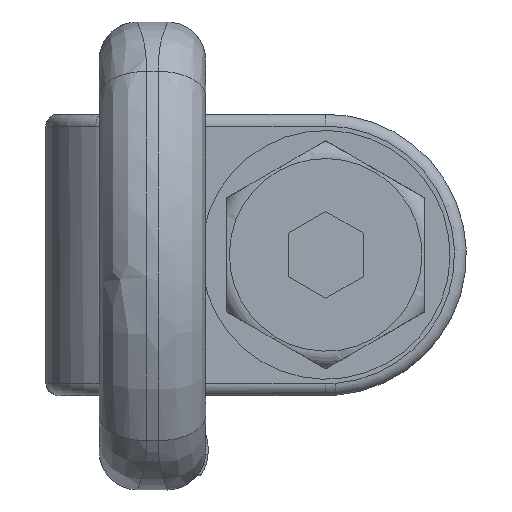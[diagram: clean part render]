
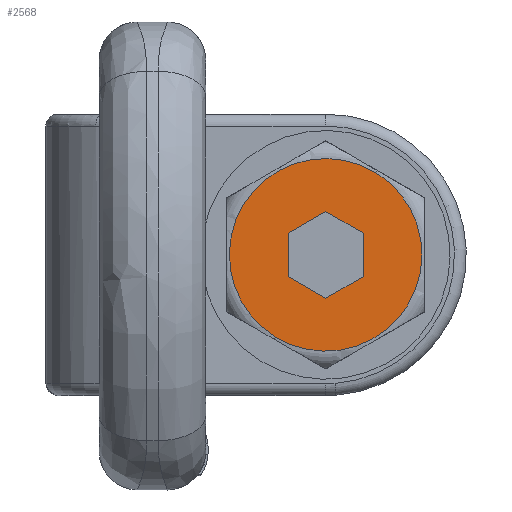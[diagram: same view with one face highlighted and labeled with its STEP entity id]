
A CAD part, left-side view. The second image highlights one B-rep face of the part: STEP entity #2568.
In plain terms, the highlighted face is planar.
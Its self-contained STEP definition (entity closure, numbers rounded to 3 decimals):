
#1316=CARTESIAN_POINT('Vertex',(1.8,16.914,27.762)) ;
#1319=CARTESIAN_POINT('Axis2P3D Location',(1.8,0.,0.)) ;
#1323=CARTESIAN_POINT('Vertex',(1.8,-16.914,-27.762)) ;
#1580=CARTESIAN_POINT('Vertex',(1.8,-12.7,-7.332)) ;
#1583=CARTESIAN_POINT('Line Origine',(1.8,-6.35,-10.999)) ;
#1587=CARTESIAN_POINT('Vertex',(1.8,0.,-14.665)) ;
#1614=CARTESIAN_POINT('Line Origine',(1.8,6.35,-10.999)) ;
#1618=CARTESIAN_POINT('Vertex',(1.8,12.7,-7.332)) ;
#1642=CARTESIAN_POINT('Vertex',(1.8,-12.7,7.332)) ;
#1658=CARTESIAN_POINT('Vertex',(1.8,0.,14.665)) ;
#1661=CARTESIAN_POINT('Line Origine',(1.8,-6.35,10.999)) ;
#1683=CARTESIAN_POINT('Line Origine',(1.8,-12.7,0.)) ;
#2354=CARTESIAN_POINT('Vertex',(1.8,12.7,7.332)) ;
#2357=CARTESIAN_POINT('Line Origine',(1.8,6.35,10.999)) ;
#2374=CARTESIAN_POINT('Line Origine',(1.8,12.7,0.)) ;
#2546=CARTESIAN_POINT('Axis2P3D Location',(1.8,0.,27.162)) ;
#2551=CARTESIAN_POINT('Axis2P3D Location',(1.8,0.,0.)) ;
#1320=DIRECTION('Axis2P3D Direction',(1.,0.,0.)) ;
#1584=DIRECTION('Vector Direction',(0.,0.866,-0.5)) ;
#1615=DIRECTION('Vector Direction',(0.,0.866,0.5)) ;
#1662=DIRECTION('Vector Direction',(0.,-0.866,-0.5)) ;
#1684=DIRECTION('Vector Direction',(0.,0.,-1.)) ;
#2358=DIRECTION('Vector Direction',(0.,-0.866,0.5)) ;
#2375=DIRECTION('Vector Direction',(0.,0.,1.)) ;
#2547=DIRECTION('Axis2P3D Direction',(-1.,0.,0.)) ;
#2548=DIRECTION('Axis2P3D XDirection',(0.,0.,1.)) ;
#2552=DIRECTION('Axis2P3D Direction',(-1.,0.,0.)) ;
#1321=AXIS2_PLACEMENT_3D('Circle Axis2P3D',#1319,#1320,$) ;
#2549=AXIS2_PLACEMENT_3D('Plane Axis2P3D',#2546,#2547,#2548) ;
#2553=AXIS2_PLACEMENT_3D('Circle Axis2P3D',#2551,#2552,$) ;
#2557=ORIENTED_EDGE('',*,*,#1325,.T.) ;
#2558=ORIENTED_EDGE('',*,*,#2555,.T.) ;
#2561=ORIENTED_EDGE('',*,*,#1687,.T.) ;
#2562=ORIENTED_EDGE('',*,*,#1665,.T.) ;
#2563=ORIENTED_EDGE('',*,*,#2361,.F.) ;
#2564=ORIENTED_EDGE('',*,*,#2378,.F.) ;
#2565=ORIENTED_EDGE('',*,*,#1620,.T.) ;
#2566=ORIENTED_EDGE('',*,*,#1589,.T.) ;
#2567=FACE_BOUND('',#2560,.T.) ;
#1585=VECTOR('Line Direction',#1584,1.) ;
#1616=VECTOR('Line Direction',#1615,1.) ;
#1663=VECTOR('Line Direction',#1662,1.) ;
#1685=VECTOR('Line Direction',#1684,1.) ;
#2359=VECTOR('Line Direction',#2358,1.) ;
#2376=VECTOR('Line Direction',#2375,1.) ;
#2568=ADVANCED_FACE('\X2\672C9AD4\X0\.2',(#2559,#2567),#2550,.F.) ;
#1322=CIRCLE('generated circle',#1321,32.509) ;
#2554=CIRCLE('generated circle',#2553,32.509) ;
#1325=EDGE_CURVE('',#1324,#1317,#1322,.T.) ;
#1589=EDGE_CURVE('',#1588,#1581,#1586,.F.) ;
#1620=EDGE_CURVE('',#1619,#1588,#1617,.F.) ;
#1665=EDGE_CURVE('',#1643,#1659,#1664,.F.) ;
#1687=EDGE_CURVE('',#1581,#1643,#1686,.F.) ;
#2361=EDGE_CURVE('',#2355,#1659,#2360,.T.) ;
#2378=EDGE_CURVE('',#1619,#2355,#2377,.T.) ;
#2555=EDGE_CURVE('',#1317,#1324,#2554,.F.) ;
#2556=EDGE_LOOP('',(#2557,#2558)) ;
#2560=EDGE_LOOP('',(#2561,#2562,#2563,#2564,#2565,#2566)) ;
#2559=FACE_OUTER_BOUND('',#2556,.T.) ;
#1586=LINE('Line',#1583,#1585) ;
#1617=LINE('Line',#1614,#1616) ;
#1664=LINE('Line',#1661,#1663) ;
#1686=LINE('Line',#1683,#1685) ;
#2360=LINE('Line',#2357,#2359) ;
#2377=LINE('Line',#2374,#2376) ;
#2550=PLANE('',#2549) ;
#1317=VERTEX_POINT('',#1316) ;
#1324=VERTEX_POINT('',#1323) ;
#1581=VERTEX_POINT('',#1580) ;
#1588=VERTEX_POINT('',#1587) ;
#1619=VERTEX_POINT('',#1618) ;
#1643=VERTEX_POINT('',#1642) ;
#1659=VERTEX_POINT('',#1658) ;
#2355=VERTEX_POINT('',#2354) ;
